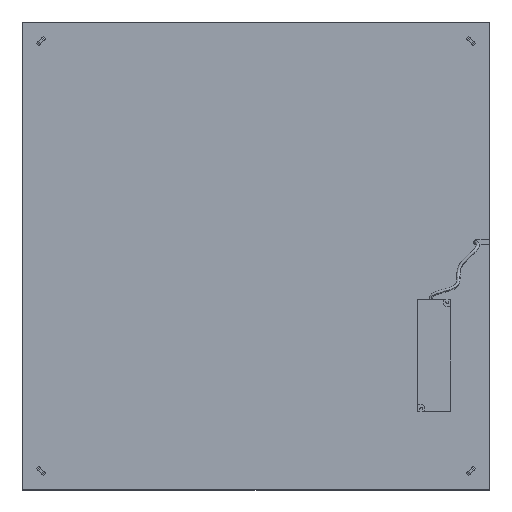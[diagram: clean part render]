
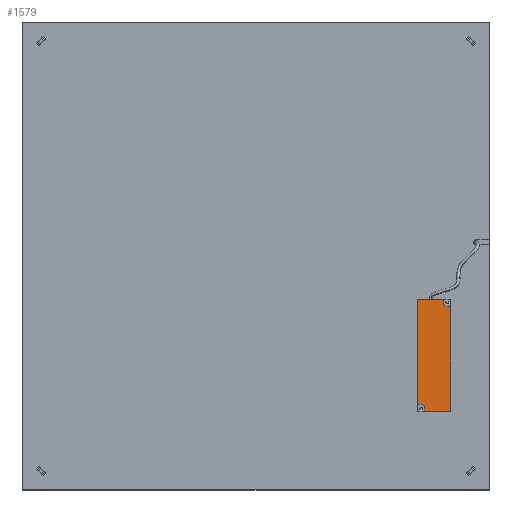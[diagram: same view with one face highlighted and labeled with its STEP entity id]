
A CAD part, top view. The second image highlights one B-rep face of the part: STEP entity #1579.
In plain terms, the highlighted planar face has unit normal (0, 0, 1).
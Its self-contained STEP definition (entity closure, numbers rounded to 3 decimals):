
#4 = DIRECTION ( 'NONE',  ( 1., 0., 0. ) ) ;
#54 = CARTESIAN_POINT ( 'NONE',  ( 520.025, 241.985, 39. ) ) ;
#213 = CARTESIAN_POINT ( 'NONE',  ( 509., 109., 39. ) ) ;
#250 = CARTESIAN_POINT ( 'NONE',  ( 503., 242., 39. ) ) ;
#265 = DIRECTION ( 'NONE',  ( 1., 0., 0. ) ) ;
#266 = CARTESIAN_POINT ( 'NONE',  ( 0., 0., 39. ) ) ;
#276 = EDGE_CURVE ( 'NONE', #890, #4024, #3202, .T. ) ;
#296 = LINE ( 'NONE', #1601, #3183 ) ;
#302 = PLANE ( 'NONE',  #1619 ) ;
#326 = DIRECTION ( 'NONE',  ( 0., 1., 0. ) ) ;
#328 = EDGE_CURVE ( 'NONE', #2977, #2088, #2007, .T. ) ;
#404 = LINE ( 'NONE', #3038, #2960 ) ;
#417 = CARTESIAN_POINT ( 'NONE',  ( 519.976, 241.977, 39. ) ) ;
#518 = VERTEX_POINT ( 'NONE', #566 ) ;
#566 = CARTESIAN_POINT ( 'NONE',  ( 539., 233., 39. ) ) ;
#611 = EDGE_CURVE ( 'NONE', #1896, #2739, #3874, .T. ) ;
#620 = EDGE_CURVE ( 'NONE', #3428, #2217, #2534, .T. ) ;
#763 = VECTOR ( 'NONE', #3496, 1000. ) ;
#821 = VECTOR ( 'NONE', #2440, 1000. ) ;
#878 = DIRECTION ( 'NONE',  ( 0.707, -0.707, 0. ) ) ;
#890 = VERTEX_POINT ( 'NONE', #3360 ) ;
#964 = CARTESIAN_POINT ( 'NONE',  ( 503., 242., 39. ) ) ;
#1049 = VERTEX_POINT ( 'NONE', #2858 ) ;
#1058 = EDGE_CURVE ( 'NONE', #2739, #2088, #3186, .T. ) ;
#1132 = CARTESIAN_POINT ( 'NONE',  ( 539., 233., 39. ) ) ;
#1335 = CARTESIAN_POINT ( 'NONE',  ( 520.04, 242., 39. ) ) ;
#1352 = CARTESIAN_POINT ( 'NONE',  ( 519.937, 242., 39. ) ) ;
#1398 = CARTESIAN_POINT ( 'NONE',  ( 520.014, 241.979, 39. ) ) ;
#1445 = CARTESIAN_POINT ( 'NONE',  ( 520.04, 242., 39. ) ) ;
#1475 = CARTESIAN_POINT ( 'NONE',  ( 509., 109., 39. ) ) ;
#1481 = CARTESIAN_POINT ( 'NONE',  ( 512., 109., 39. ) ) ;
#1575 = DIRECTION ( 'NONE',  ( 0., -1., 0. ) ) ;
#1579 = ADVANCED_FACE ( 'NONE', ( #2855 ), #302, .T. ) ;
#1584 = CARTESIAN_POINT ( 'NONE',  ( 503., 242., 39. ) ) ;
#1601 = CARTESIAN_POINT ( 'NONE',  ( 536., 242., 39. ) ) ;
#1619 = AXIS2_PLACEMENT_3D ( 'NONE', #266, #1944, #4 ) ;
#1629 = EDGE_CURVE ( 'NONE', #2977, #3928, #2508, .T. ) ;
#1652 = VECTOR ( 'NONE', #4160, 1000. ) ;
#1674 = VECTOR ( 'NONE', #1694, 1000. ) ;
#1694 = DIRECTION ( 'NONE',  ( -1., 0., 0. ) ) ;
#1701 = CARTESIAN_POINT ( 'NONE',  ( 519.947, 241.992, 39. ) ) ;
#1709 = DIRECTION ( 'NONE',  ( 1., 0., 0. ) ) ;
#1896 = VERTEX_POINT ( 'NONE', #3533 ) ;
#1900 = VECTOR ( 'NONE', #878, 1000. ) ;
#1944 = DIRECTION ( 'NONE',  ( 0., 0., 1. ) ) ;
#1977 = ORIENTED_EDGE ( 'NONE', *, *, #1629, .T. ) ;
#1991 = EDGE_CURVE ( 'NONE', #2217, #1896, #2329, .T. ) ;
#1994 = CARTESIAN_POINT ( 'NONE',  ( 520.003, 241.975, 39. ) ) ;
#2007 = LINE ( 'NONE', #3017, #1674 ) ;
#2015 = CARTESIAN_POINT ( 'NONE',  ( 519.997, 241.975, 39. ) ) ;
#2036 = CARTESIAN_POINT ( 'NONE',  ( 520.02, 241.982, 39. ) ) ;
#2058 = CARTESIAN_POINT ( 'NONE',  ( 545., 242., 39. ) ) ;
#2083 = EDGE_CURVE ( 'NONE', #4024, #1049, #3986, .T. ) ;
#2088 = VERTEX_POINT ( 'NONE', #2345 ) ;
#2140 = LINE ( 'NONE', #1481, #3671 ) ;
#2217 = VERTEX_POINT ( 'NONE', #1445 ) ;
#2282 = DIRECTION ( 'NONE',  ( 0., -1., 0. ) ) ;
#2329 = B_SPLINE_CURVE_WITH_KNOTS ( 'NONE', 3,
 ( #1335, #2391, #3305, #54, #2036, #1398, #3623, #1994, #2015, #3668, #3604, #417, #3028, #3690, #1701, #1352 ),
 .UNSPECIFIED., .F., .F.,
 ( 4, 3, 3, 3, 3, 4 ),
 ( 0., 0., 0., 0., 0., 0. ),
 .UNSPECIFIED. ) ;
#2345 = CARTESIAN_POINT ( 'NONE',  ( 503., 109., 39. ) ) ;
#2361 = VECTOR ( 'NONE', #1575, 1000. ) ;
#2391 = CARTESIAN_POINT ( 'NONE',  ( 520.036, 241.995, 39. ) ) ;
#2440 = DIRECTION ( 'NONE',  ( -0.707, 0.707, 0. ) ) ;
#2496 = EDGE_CURVE ( 'NONE', #890, #3928, #2140, .T. ) ;
#2508 = LINE ( 'NONE', #213, #1900 ) ;
#2533 = DIRECTION ( 'NONE',  ( 0., 1., 0. ) ) ;
#2534 = LINE ( 'NONE', #1584, #1652 ) ;
#2637 = VECTOR ( 'NONE', #326, 1000. ) ;
#2689 = ORIENTED_EDGE ( 'NONE', *, *, #3057, .T. ) ;
#2733 = EDGE_CURVE ( 'NONE', #3428, #3344, #296, .T. ) ;
#2739 = VERTEX_POINT ( 'NONE', #964 ) ;
#2760 = ORIENTED_EDGE ( 'NONE', *, *, #611, .T. ) ;
#2763 = ORIENTED_EDGE ( 'NONE', *, *, #1991, .T. ) ;
#2855 = FACE_OUTER_BOUND ( 'NONE', #3658, .T. ) ;
#2858 = CARTESIAN_POINT ( 'NONE',  ( 545., 233., 39. ) ) ;
#2960 = VECTOR ( 'NONE', #1709, 1000. ) ;
#2977 = VERTEX_POINT ( 'NONE', #1475 ) ;
#3010 = ORIENTED_EDGE ( 'NONE', *, *, #328, .F. ) ;
#3017 = CARTESIAN_POINT ( 'NONE',  ( 503., 109., 39. ) ) ;
#3028 = CARTESIAN_POINT ( 'NONE',  ( 519.969, 241.98, 39. ) ) ;
#3038 = CARTESIAN_POINT ( 'NONE',  ( 545., 233., 39. ) ) ;
#3057 = EDGE_CURVE ( 'NONE', #518, #3344, #4059, .T. ) ;
#3153 = ORIENTED_EDGE ( 'NONE', *, *, #1058, .T. ) ;
#3169 = ORIENTED_EDGE ( 'NONE', *, *, #276, .T. ) ;
#3183 = VECTOR ( 'NONE', #2282, 1000. ) ;
#3186 = LINE ( 'NONE', #250, #2361 ) ;
#3202 = LINE ( 'NONE', #3541, #3867 ) ;
#3229 = ORIENTED_EDGE ( 'NONE', *, *, #3892, .F. ) ;
#3305 = CARTESIAN_POINT ( 'NONE',  ( 520.031, 241.989, 39. ) ) ;
#3341 = ORIENTED_EDGE ( 'NONE', *, *, #2083, .T. ) ;
#3344 = VERTEX_POINT ( 'NONE', #3778 ) ;
#3360 = CARTESIAN_POINT ( 'NONE',  ( 512., 100., 39. ) ) ;
#3428 = VERTEX_POINT ( 'NONE', #3898 ) ;
#3496 = DIRECTION ( 'NONE',  ( -1., 0., 0. ) ) ;
#3533 = CARTESIAN_POINT ( 'NONE',  ( 519.937, 242., 39. ) ) ;
#3541 = CARTESIAN_POINT ( 'NONE',  ( 503., 100., 39. ) ) ;
#3604 = CARTESIAN_POINT ( 'NONE',  ( 519.983, 241.976, 39. ) ) ;
#3623 = CARTESIAN_POINT ( 'NONE',  ( 520.009, 241.977, 39. ) ) ;
#3658 = EDGE_LOOP ( 'NONE', ( #4045, #2763, #2760, #3153, #3010, #1977, #3719, #3169, #3341, #3229, #2689, #4182 ) ) ;
#3668 = CARTESIAN_POINT ( 'NONE',  ( 519.991, 241.975, 39. ) ) ;
#3671 = VECTOR ( 'NONE', #2533, 1000. ) ;
#3677 = CARTESIAN_POINT ( 'NONE',  ( 545., 100., 39. ) ) ;
#3690 = CARTESIAN_POINT ( 'NONE',  ( 519.957, 241.985, 39. ) ) ;
#3699 = CARTESIAN_POINT ( 'NONE',  ( 512., 106., 39. ) ) ;
#3719 = ORIENTED_EDGE ( 'NONE', *, *, #2496, .F. ) ;
#3778 = CARTESIAN_POINT ( 'NONE',  ( 536., 236., 39. ) ) ;
#3867 = VECTOR ( 'NONE', #265, 1000. ) ;
#3874 = LINE ( 'NONE', #4195, #763 ) ;
#3892 = EDGE_CURVE ( 'NONE', #518, #1049, #404, .T. ) ;
#3898 = CARTESIAN_POINT ( 'NONE',  ( 536., 242., 39. ) ) ;
#3928 = VERTEX_POINT ( 'NONE', #3699 ) ;
#3986 = LINE ( 'NONE', #2058, #2637 ) ;
#4024 = VERTEX_POINT ( 'NONE', #3677 ) ;
#4045 = ORIENTED_EDGE ( 'NONE', *, *, #620, .T. ) ;
#4059 = LINE ( 'NONE', #1132, #821 ) ;
#4160 = DIRECTION ( 'NONE',  ( -1., 0., 0. ) ) ;
#4182 = ORIENTED_EDGE ( 'NONE', *, *, #2733, .F. ) ;
#4195 = CARTESIAN_POINT ( 'NONE',  ( 503., 242., 39. ) ) ;
